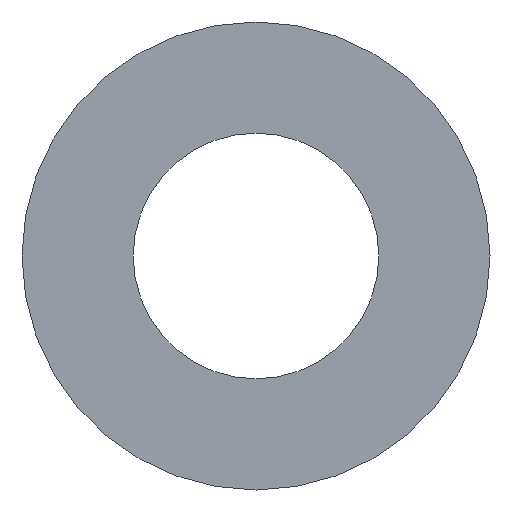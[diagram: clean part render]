
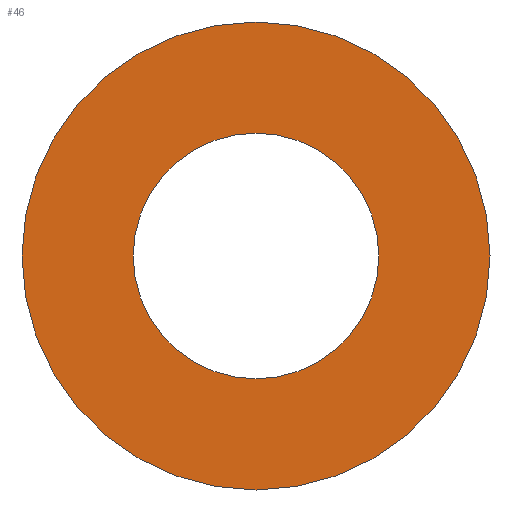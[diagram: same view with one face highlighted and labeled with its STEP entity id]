
A CAD part, front view. The second image highlights one B-rep face of the part: STEP entity #46.
In plain terms, the highlighted planar face has unit normal (0, -1, 0).
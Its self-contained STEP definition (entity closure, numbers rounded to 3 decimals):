
#18 = VERTEX_POINT ( 'NONE', #89 ) ;
#19 = VERTEX_POINT ( 'NONE', #59 ) ;
#29 = VERTEX_POINT ( 'NONE', #179 ) ;
#36 = VERTEX_POINT ( 'NONE', #216 ) ;
#37 = EDGE_CURVE ( 'NONE', #36, #29, #217, .T. ) ;
#41 = ORIENTED_EDGE ( 'NONE', *, *, #71, .T. ) ;
#42 = ORIENTED_EDGE ( 'NONE', *, *, #37, .T. ) ;
#43 = EDGE_CURVE ( 'NONE', #19, #18, #201, .T. ) ;
#45 = ORIENTED_EDGE ( 'NONE', *, *, #43, .F. ) ;
#46 = ADVANCED_FACE ( 'NONE', ( #212, #206 ), #208, .F. ) ;
#52 = EDGE_LOOP ( 'NONE', ( #42, #41 ) ) ;
#59 = CARTESIAN_POINT ( 'NONE',  ( 0., 0., -7.938 ) ) ;
#71 = EDGE_CURVE ( 'NONE', #29, #36, #160, .T. ) ;
#77 = EDGE_CURVE ( 'NONE', #18, #19, #151, .T. ) ;
#81 = EDGE_LOOP ( 'NONE', ( #45, #83 ) ) ;
#83 = ORIENTED_EDGE ( 'NONE', *, *, #77, .F. ) ;
#89 = CARTESIAN_POINT ( 'NONE',  ( 0., 0., 7.938 ) ) ;
#110 = DIRECTION ( 'NONE',  ( 0., 0., 1. ) ) ;
#111 = DIRECTION ( 'NONE',  ( 0., 1., 0. ) ) ;
#112 = CARTESIAN_POINT ( 'NONE',  ( 0., 0., 0. ) ) ;
#113 = AXIS2_PLACEMENT_3D ( 'NONE', #112, #111, #110 ) ;
#118 = CARTESIAN_POINT ( 'NONE',  ( 0., 0., 0. ) ) ;
#151 = CIRCLE ( 'NONE', #113, 7.938 ) ;
#157 = DIRECTION ( 'NONE',  ( 0., 0., 1. ) ) ;
#158 = DIRECTION ( 'NONE',  ( 0., 1., 0. ) ) ;
#159 = AXIS2_PLACEMENT_3D ( 'NONE', #170, #158, #157 ) ;
#160 = CIRCLE ( 'NONE', #159, 4.166 ) ;
#170 = CARTESIAN_POINT ( 'NONE',  ( 0., 0., 0. ) ) ;
#179 = CARTESIAN_POINT ( 'NONE',  ( 0., 0., 4.166 ) ) ;
#182 = AXIS2_PLACEMENT_3D ( 'NONE', #118, #210, #209 ) ;
#186 = DIRECTION ( 'NONE',  ( 0., 0., 1. ) ) ;
#194 = DIRECTION ( 'NONE',  ( 0., 0., 1. ) ) ;
#195 = DIRECTION ( 'NONE',  ( 0., 1., 0. ) ) ;
#196 = CARTESIAN_POINT ( 'NONE',  ( 0., 0., 0. ) ) ;
#197 = AXIS2_PLACEMENT_3D ( 'NONE', #196, #195, #194 ) ;
#199 = AXIS2_PLACEMENT_3D ( 'NONE', #207, #205, #186 ) ;
#201 = CIRCLE ( 'NONE', #197, 7.938 ) ;
#205 = DIRECTION ( 'NONE',  ( 0., 1., 0. ) ) ;
#206 = FACE_BOUND ( 'NONE', #52, .T. ) ;
#207 = CARTESIAN_POINT ( 'NONE',  ( 0., 0., 0. ) ) ;
#208 = PLANE ( 'NONE',  #199 ) ;
#209 = DIRECTION ( 'NONE',  ( 0., 0., 1. ) ) ;
#210 = DIRECTION ( 'NONE',  ( 0., 1., 0. ) ) ;
#212 = FACE_OUTER_BOUND ( 'NONE', #81, .T. ) ;
#216 = CARTESIAN_POINT ( 'NONE',  ( 0., 0., -4.166 ) ) ;
#217 = CIRCLE ( 'NONE', #182, 4.166 ) ;
